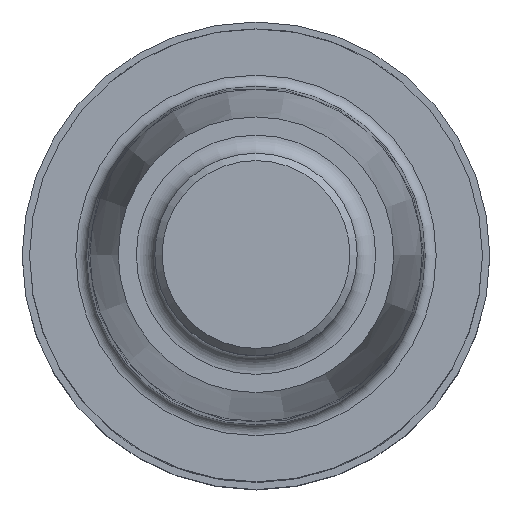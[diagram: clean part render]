
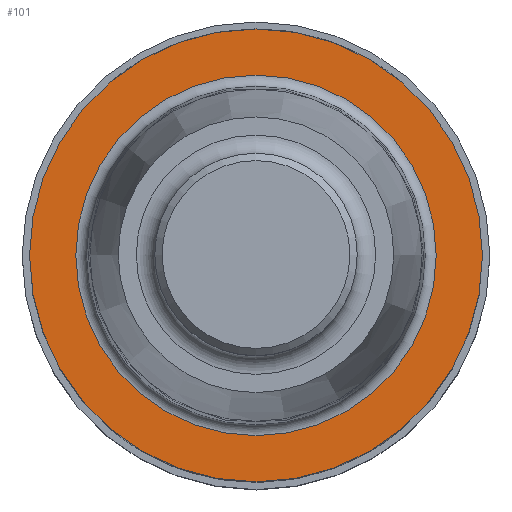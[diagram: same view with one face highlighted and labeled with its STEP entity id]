
A CAD part, top view. The second image highlights one B-rep face of the part: STEP entity #101.
In plain terms, the highlighted planar face has unit normal (0, 0, 1).
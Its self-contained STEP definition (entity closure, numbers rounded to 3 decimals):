
#65=PLANE('',#520);
#101=ADVANCED_FACE('',(#144,#145),#65,.F.);
#144=FACE_BOUND('',#177,.T.);
#145=FACE_BOUND('',#178,.T.);
#177=EDGE_LOOP('',(#221));
#178=EDGE_LOOP('',(#222));
#221=ORIENTED_EDGE('',*,*,#322,.T.);
#222=ORIENTED_EDGE('',*,*,#321,.T.);
#289=VERTEX_POINT('',#760);
#290=VERTEX_POINT('',#763);
#321=EDGE_CURVE('',#289,#289,#364,.T.);
#322=EDGE_CURVE('',#290,#290,#365,.T.);
#364=CIRCLE('',#517,4.895);
#365=CIRCLE('',#519,6.15);
#517=AXIS2_PLACEMENT_3D('',#759,#604,#605);
#519=AXIS2_PLACEMENT_3D('',#762,#608,#609);
#520=AXIS2_PLACEMENT_3D('',#764,#610,#611);
#604=DIRECTION('',(0.,0.,-1.));
#605=DIRECTION('',(-1.,0.,0.));
#608=DIRECTION('',(0.,0.,1.));
#609=DIRECTION('',(1.,0.,0.));
#610=DIRECTION('',(0.,0.,-1.));
#611=DIRECTION('',(-1.,0.,0.));
#759=CARTESIAN_POINT('',(0.,0.,0.));
#760=CARTESIAN_POINT('',(-4.895,0.,0.));
#762=CARTESIAN_POINT('',(0.,0.,0.));
#763=CARTESIAN_POINT('',(6.15,0.,0.));
#764=CARTESIAN_POINT('',(0.,6.15,0.));
